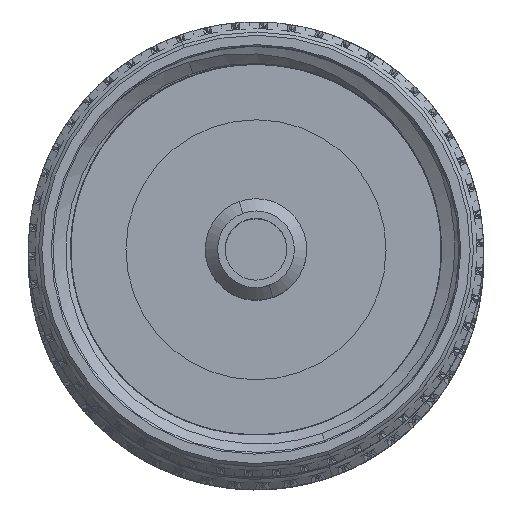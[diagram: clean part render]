
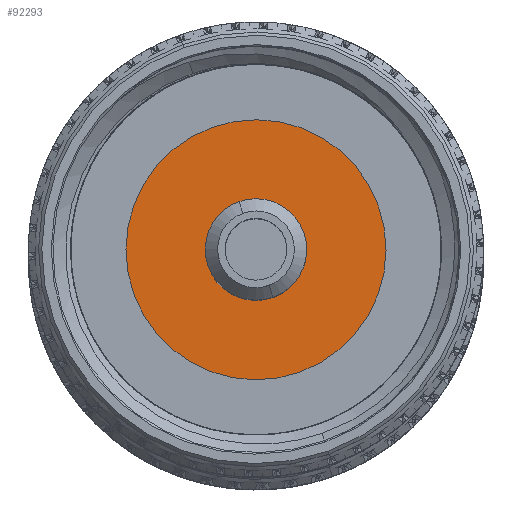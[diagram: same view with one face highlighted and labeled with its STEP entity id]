
A CAD part, top view. The second image highlights one B-rep face of the part: STEP entity #92293.
In plain terms, the highlighted face is planar.
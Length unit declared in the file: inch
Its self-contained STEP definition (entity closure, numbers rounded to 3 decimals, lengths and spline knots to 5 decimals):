
#396 = DIRECTION ( 'NONE',  ( 0., 1., 0. ) ) ;
#1323 = VERTEX_POINT ( 'NONE', #65558 ) ;
#1371 = VERTEX_POINT ( 'NONE', #34859 ) ;
#1386 = DIRECTION ( 'NONE',  ( 1., 0., 0. ) ) ;
#1921 = CARTESIAN_POINT ( 'NONE',  ( 0.663, -0.2, 0. ) ) ;
#7929 = CARTESIAN_POINT ( 'NONE',  ( 0.663, 0., 0. ) ) ;
#8614 = DIRECTION ( 'NONE',  ( 0., 1., 0. ) ) ;
#10324 = ORIENTED_EDGE ( 'NONE', *, *, #34017, .F. ) ;
#18827 = DIRECTION ( 'NONE',  ( 0., 1., 0. ) ) ;
#19191 = VERTEX_POINT ( 'NONE', #58892 ) ;
#20723 = AXIS2_PLACEMENT_3D ( 'NONE', #64906, #42960, #94780 ) ;
#25961 = EDGE_CURVE ( 'NONE', #1371, #1323, #46826, .T. ) ;
#26479 = CIRCLE ( 'NONE', #55190, 0.078 ) ;
#27586 = EDGE_CURVE ( 'NONE', #90575, #19191, #45537, .T. ) ;
#31942 = DIRECTION ( 'NONE',  ( 0., 1., 0. ) ) ;
#33162 = EDGE_CURVE ( 'NONE', #19191, #90575, #34674, .T. ) ;
#34017 = EDGE_CURVE ( 'NONE', #1323, #1371, #26479, .T. ) ;
#34674 = CIRCLE ( 'NONE', #93143, 0.2 ) ;
#34859 = CARTESIAN_POINT ( 'NONE',  ( 0.663, -0.078, 0. ) ) ;
#42960 = DIRECTION ( 'NONE',  ( 1., 0., 0. ) ) ;
#44049 = ORIENTED_EDGE ( 'NONE', *, *, #25961, .F. ) ;
#45537 = CIRCLE ( 'NONE', #53756, 0.2 ) ;
#46826 = CIRCLE ( 'NONE', #92277, 0.078 ) ;
#53354 = CARTESIAN_POINT ( 'NONE',  ( 0.663, 0., 0. ) ) ;
#53756 = AXIS2_PLACEMENT_3D ( 'NONE', #56651, #86280, #18827 ) ;
#55190 = AXIS2_PLACEMENT_3D ( 'NONE', #7929, #1386, #396 ) ;
#56651 = CARTESIAN_POINT ( 'NONE',  ( 0.663, 0., 0. ) ) ;
#58892 = CARTESIAN_POINT ( 'NONE',  ( 0.663, 0.2, 0. ) ) ;
#60607 = DIRECTION ( 'NONE',  ( 1., 0., 0. ) ) ;
#64906 = CARTESIAN_POINT ( 'NONE',  ( 0.663, 0., 0. ) ) ;
#65558 = CARTESIAN_POINT ( 'NONE',  ( 0.663, 0.078, 0. ) ) ;
#66213 = FACE_OUTER_BOUND ( 'NONE', #79100, .T. ) ;
#71742 = ORIENTED_EDGE ( 'NONE', *, *, #33162, .T. ) ;
#72706 = PLANE ( 'NONE',  #20723 ) ;
#76633 = DIRECTION ( 'NONE',  ( 1., 0., 0. ) ) ;
#79100 = EDGE_LOOP ( 'NONE', ( #71742, #94295 ) ) ;
#86280 = DIRECTION ( 'NONE',  ( 1., 0., 0. ) ) ;
#87566 = EDGE_LOOP ( 'NONE', ( #44049, #10324 ) ) ;
#90575 = VERTEX_POINT ( 'NONE', #1921 ) ;
#91249 = CARTESIAN_POINT ( 'NONE',  ( 0.663, 0., 0. ) ) ;
#92277 = AXIS2_PLACEMENT_3D ( 'NONE', #53354, #60607, #8614 ) ;
#92293 = ADVANCED_FACE ( 'NONE', ( #92940, #66213 ), #72706, .T. ) ;
#92940 = FACE_BOUND ( 'NONE', #87566, .T. ) ;
#93143 = AXIS2_PLACEMENT_3D ( 'NONE', #91249, #76633, #31942 ) ;
#94295 = ORIENTED_EDGE ( 'NONE', *, *, #27586, .T. ) ;
#94780 = DIRECTION ( 'NONE',  ( 0., 1., 0. ) ) ;
